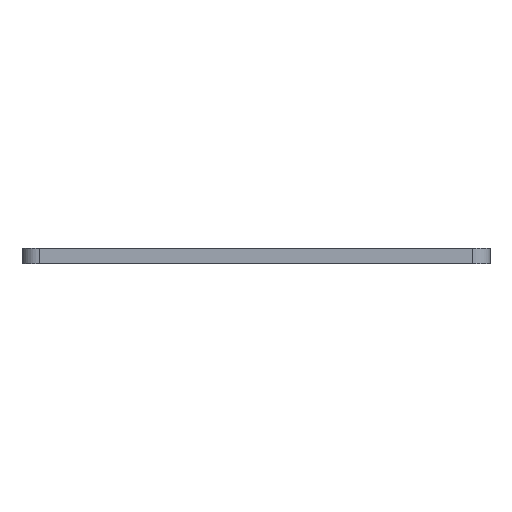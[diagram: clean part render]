
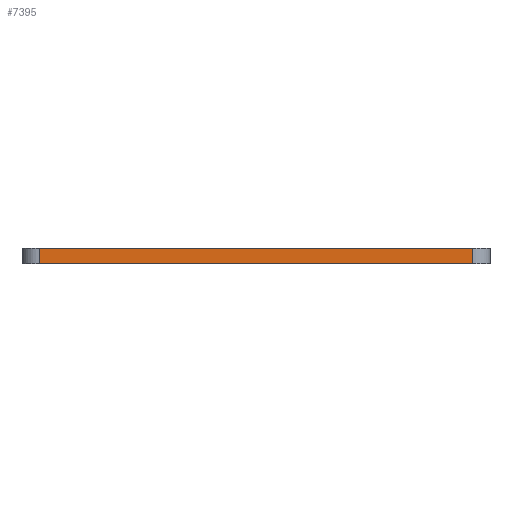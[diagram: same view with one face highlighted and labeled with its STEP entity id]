
A CAD part, front view. The second image highlights one B-rep face of the part: STEP entity #7395.
In plain terms, the highlighted planar face has unit normal (0, -1, 0).
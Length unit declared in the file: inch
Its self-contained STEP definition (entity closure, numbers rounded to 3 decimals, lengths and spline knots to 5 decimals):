
#50=DIRECTION('',(1.,0.,0.));
#51=VECTOR('',#50,2.95276);
#52=CARTESIAN_POINT('',(-2.3622,-10.86614,0.));
#53=LINE('',#52,#51);
#1439=DIRECTION('',(1.,0.,0.));
#1440=VECTOR('',#1439,2.95276);
#1441=CARTESIAN_POINT('',(-2.3622,-10.86614,
-0.10236));
#1442=LINE('',#1441,#1440);
#1585=DIRECTION('',(0.,0.,-1.));
#1586=VECTOR('',#1585,0.10236);
#1587=CARTESIAN_POINT('',(0.59055,-10.86614,0.));
#1588=LINE('',#1587,#1586);
#1589=DIRECTION('',(0.,0.,-1.));
#1590=VECTOR('',#1589,0.10236);
#1591=CARTESIAN_POINT('',(-2.3622,-10.86614,0.));
#1592=LINE('',#1591,#1590);
#5574=CARTESIAN_POINT('',(0.59055,-10.86614,
-0.10236));
#5576=VERTEX_POINT('',#5574);
#5577=CARTESIAN_POINT('',(0.59055,-10.86614,0.));
#5578=VERTEX_POINT('',#5577);
#5581=CARTESIAN_POINT('',(-2.3622,-10.86614,
-0.10236));
#5583=VERTEX_POINT('',#5581);
#5587=CARTESIAN_POINT('',(-2.3622,-10.86614,0.));
#5588=VERTEX_POINT('',#5587);
#7383=CARTESIAN_POINT('',(-2.48031,-10.86614,0.));
#7384=DIRECTION('',(0.,-1.,0.));
#7385=DIRECTION('',(1.,0.,0.));
#7386=AXIS2_PLACEMENT_3D('',#7383,#7384,#7385);
#7387=PLANE('',#7386);
#7389=ORIENTED_EDGE('',*,*,#7388,.T.);
#7390=ORIENTED_EDGE('',*,*,#7278,.F.);
#7391=ORIENTED_EDGE('',*,*,#7378,.F.);
#7392=ORIENTED_EDGE('',*,*,#6532,.T.);
#7393=EDGE_LOOP('',(#7389,#7390,#7391,#7392));
#7394=FACE_OUTER_BOUND('',#7393,.F.);
#7395=ADVANCED_FACE('',(#7394),#7387,.T.);
#6532=EDGE_CURVE('',#5588,#5578,#53,.T.);
#7278=EDGE_CURVE('',#5583,#5576,#1442,.T.);
#7378=EDGE_CURVE('',#5588,#5583,#1592,.T.);
#7388=EDGE_CURVE('',#5578,#5576,#1588,.T.);
